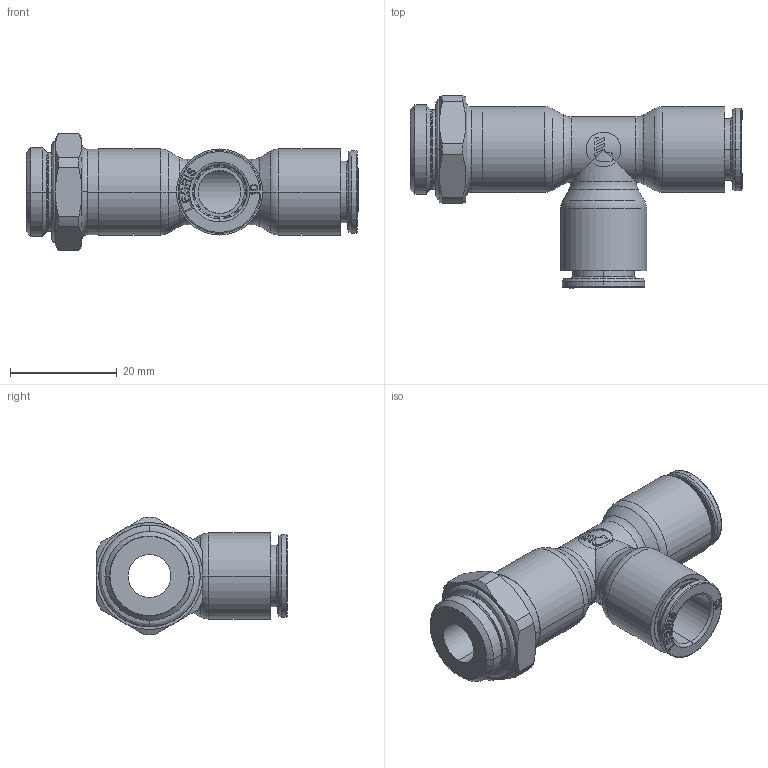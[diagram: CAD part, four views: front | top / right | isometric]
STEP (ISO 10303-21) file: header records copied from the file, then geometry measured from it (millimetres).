
FILE_DESCRIPTION(('STEP AP214'),'1');
FILE_NAME('6893_10_17.stp','2016-07-07T14:50:45',('TraceParts'),('TraceParts S.A.'),'Spatial InterOp 3D',' ',' ');
FILE_SCHEMA(('automotive_design'));
Length unit declared in the file: millimetre
Products named in the file (16): V893-10-17_ASM|Next assembly relationship#44110-19_ASM|Next assembly relationship#44110-32;44110-32; V893-10-17_ASM|Next assembly relationship#44110-19_ASM|Next assembly relationship#44110;44110; V893-10-17_ASM|Next assembly relationship#44110-19_ASM|Next assembly relationship#44110-30;44110-30; V893-10-17_ASM|Next assembly relationship#44110-19_ASM|Next assembly relationship#44110-40;44110-40; V893-10-17_ASM|Next assembly relationship#44520-04;44520-04; V893-10-17_ASM|Next assembly relationship#44220-14;44220-14; V893-10-17_ASM|Next assembly relationship#44110-11-10-ASM;44110-11-10-ASM; V893-10-17_ASM|Next assembly relationship#23955-24_D19_D14_8_1_5;23955-24_D19_D14_8_1_5
Bounding box: 62.1 x 35.9 x 21.99 mm (x, y, z)
Volume: 9225.6 mm3; surface area: 13885.9 mm2
Topology: 14 solids, 16 shells, 1500 faces, 3740 edges, 2318 vertices
Faces by surface type: plane 575, cylinder 277, torus 260, cone 204, bspline 180, revolution 4
Entity records: 52032 total; most frequent: CARTESIAN_POINT 16774, ORIENTED_EDGE 7472, DIRECTION 7055, EDGE_CURVE 3740, AXIS2_PLACEMENT_3D 2526, VERTEX_POINT 2318, LINE 1999, VECTOR 1999
